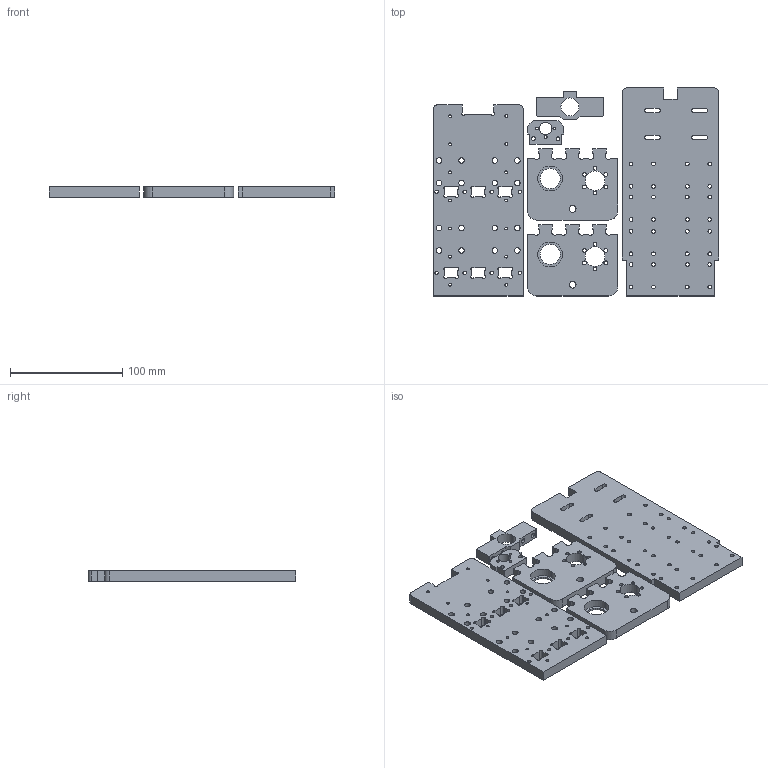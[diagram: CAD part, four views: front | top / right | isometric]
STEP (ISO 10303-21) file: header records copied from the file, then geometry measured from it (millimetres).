
FILE_DESCRIPTION (( 'STEP AP203' ), '1' );
FILE_NAME ('Milling_X_Z.STEP', '2017-07-05T16:36:54', ( '' ), ( '' ), 'SwSTEP 2.0', 'SolidWorks 2016', '' );
FILE_SCHEMA (( 'CONFIG_CONTROL_DESIGN' ));
Length unit declared in the file: millimetre
Products named in the file (6): z_plate; spindle_plate_Top; z_screw_nut_plate; z_screw_bearing_plate; x_plate; Milling_X_Z
Assembly tree (6 placements, depth 2):
  Milling_X_Z
    z_plate
    spindle_plate_Top  x2
    z_screw_nut_plate
    z_screw_bearing_plate
    x_plate
Bounding box: 254 x 185 x 9 mm (x, y, z)
Volume: 328084.7 mm3; surface area: 107557.5 mm2
Topology: 6 solids, 6 shells, 407 faces, 1179 edges, 786 vertices
Faces by surface type: cylinder 285, plane 122
Entity records: 13124 total; most frequent: DIRECTION 2278, CARTESIAN_POINT 2118, ORIENTED_EDGE 2076, EDGE_CURVE 1038, AXIS2_PLACEMENT_3D 876, VERTEX_POINT 692, EDGE_LOOP 558, LINE 526
